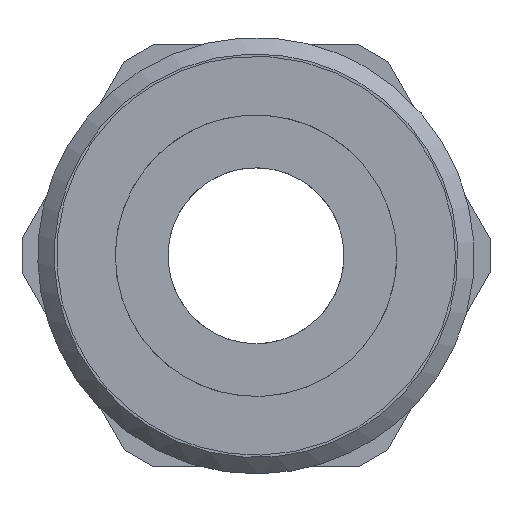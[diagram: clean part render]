
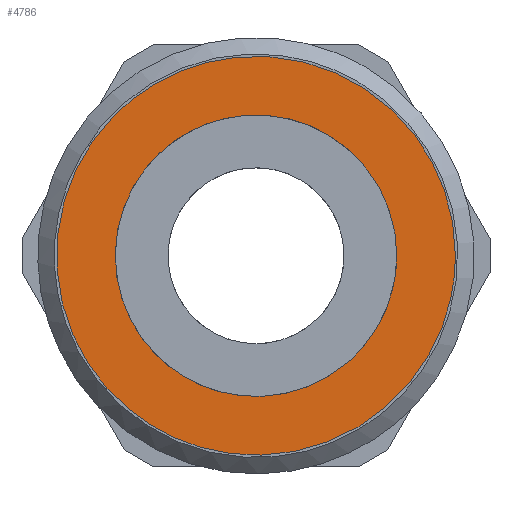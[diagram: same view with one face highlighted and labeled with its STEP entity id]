
A CAD part, front view. The second image highlights one B-rep face of the part: STEP entity #4786.
In plain terms, the highlighted free-form (B-spline) face has degree [1, 1] with [2, 2] control points.
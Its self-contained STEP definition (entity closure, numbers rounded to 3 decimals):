
#4739=CARTESIAN_POINT('F3',(-9.35,-25.6,
   -9.35));
#4740=CARTESIAN_POINT('F3',(9.35,-25.6,
   -9.35));
#4741=CARTESIAN_POINT('F3',(-9.35,-25.6,
   9.35));
#4742=CARTESIAN_POINT('F3',(9.35,-25.6,
   9.35));
#4743=QUASI_UNIFORM_SURFACE('F3',1,1,((#4739,#4741),(#4740,#4742)),
   .PLANE_SURF.,.F.,.F.,.U.);
#4744=CARTESIAN_POINT('V3',(8.5,-25.6,
   0.));
#4745=VERTEX_POINT('V3',#4744);
#4746=CARTESIAN_POINT('E4',(8.5,-25.6,
   0.));
#4747=CARTESIAN_POINT('E4',(8.5,-25.6,
   14.722));
#4748=CARTESIAN_POINT('E4',(-4.25,-25.6,
   7.361));
#4749=CARTESIAN_POINT('E4',(-17.0,-25.6,0.)
   );
#4750=CARTESIAN_POINT('E4',(-4.25,-25.6,
   -7.361));
#4751=CARTESIAN_POINT('E4',(8.5,-25.6,
   -14.722));
#4752=CARTESIAN_POINT('E4',(8.5,-25.6,
   0.));
#4760=(BOUNDED_CURVE()B_SPLINE_CURVE(2,(#4746,#4747,#4748,#4749,
   #4750,#4751,#4752),.CIRCULAR_ARC.,.T.,.U.)
   B_SPLINE_CURVE_WITH_KNOTS((3,2,2,3),(0.0,0.333,
   0.667,1.0),.UNSPECIFIED.)CURVE()
   GEOMETRIC_REPRESENTATION_ITEM()RATIONAL_B_SPLINE_CURVE((1.0,
   0.5,1.0,0.5,1.0,0.5,1.0)
   )REPRESENTATION_ITEM('E4'));
#4761=EDGE_CURVE('E4',#4745,#4745,#4760,.T.);
#4762=ORIENTED_EDGE('E4',*,*,#4761,.T.);
#4763=EDGE_LOOP('F3',(#4762));
#4764=FACE_OUTER_BOUND('F3',#4763,.T.);
#4765=CARTESIAN_POINT('V4',(6.0,-25.6,0.)
   );
#4766=VERTEX_POINT('V4',#4765);
#4767=CARTESIAN_POINT('E5',(6.0,-25.6,0.)
   );
#4768=CARTESIAN_POINT('E5',(6.0,-25.6,
   10.392));
#4769=CARTESIAN_POINT('E5',(-3.0,-25.6,
   5.196));
#4770=CARTESIAN_POINT('E5',(-12.0,-25.6,0.)
   );
#4771=CARTESIAN_POINT('E5',(-3.0,-25.6,
   -5.196));
#4772=CARTESIAN_POINT('E5',(6.0,-25.6,
   -10.392));
#4773=CARTESIAN_POINT('E5',(6.0,-25.6,0.)
   );
#4781=(BOUNDED_CURVE()B_SPLINE_CURVE(2,(#4767,#4768,#4769,#4770,
   #4771,#4772,#4773),.CIRCULAR_ARC.,.T.,.U.)
   B_SPLINE_CURVE_WITH_KNOTS((3,2,2,3),(0.0,25.981,
   51.962,77.942),.UNSPECIFIED.)CURVE()
   GEOMETRIC_REPRESENTATION_ITEM()RATIONAL_B_SPLINE_CURVE((1.0,
   0.5,1.0,0.5,1.0,0.5,1.0)
   )REPRESENTATION_ITEM('E5'));
#4782=EDGE_CURVE('E5',#4766,#4766,#4781,.T.);
#4783=ORIENTED_EDGE('E5',*,*,#4782,.F.);
#4784=EDGE_LOOP('F3',(#4783));
#4785=FACE_BOUND('F3',#4784,.T.);
#4786=ADVANCED_FACE('F3',(#4764,#4785),#4743,.T.);
